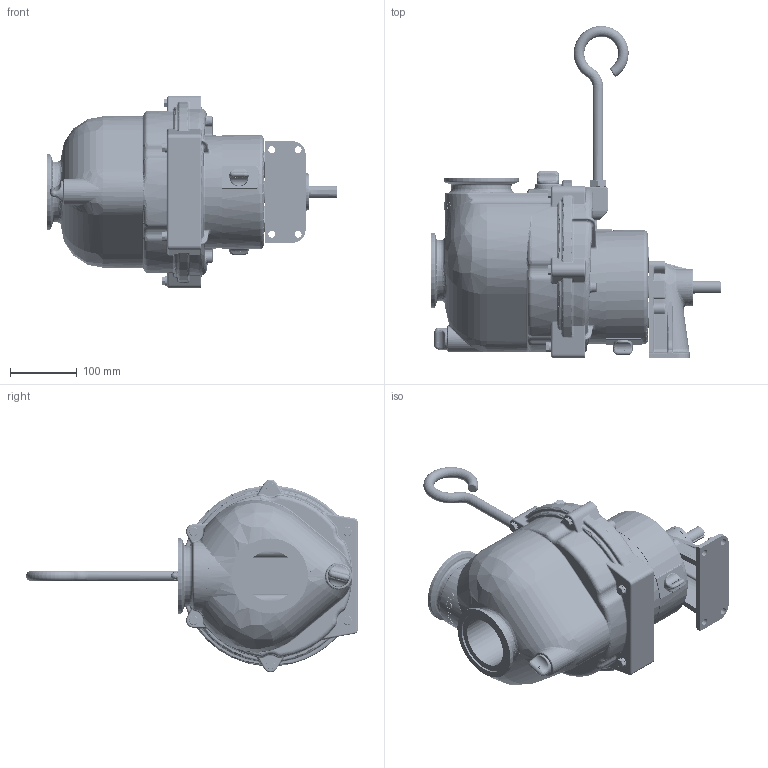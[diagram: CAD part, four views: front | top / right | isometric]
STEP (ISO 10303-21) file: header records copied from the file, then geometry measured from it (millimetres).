
FILE_DESCRIPTION(/* description */ (''),/* implementation_level */ '2;1');
FILE_NAME(/* name */ 'M332PBIW.stp',/* time_stamp */ '2017-06-08T09:55:45-04:00',/* author */ ('MJC'),/* organization */ (''),/* preprocessor_version */ 'ST-DEVELOPER v16.5',/* originating_system */ 'Autodesk Inventor 2017',/* authorisation */ '');
FILE_SCHEMA (('AUTOMOTIVE_DESIGN { 1 0 10303 214 3 1 1 }'));
Products named in the file (32): M332PBIW; 15703W; 15201W; M19712X; 12882A; 12882R; 12883R; 12883B; 12884; 13719; 15035E; 12717; 12709; 15055; 15702A; 15772; 12705; 12719A; 12766; 12901; 12902A; 13034; CV10175; 12777; UV15163; V10118; 12715A; 18034; 18033; 13777; 13778; A203V
Assembly tree (65 placements, depth 3):
  M332PBIW
    15703W
    15201W
    M19712X
    12882A
      12882R
      12883R
      12883B  x2
      12884
    13719
    15035E
    12717  x4
    12709  x4
    15055
    15702A
    15772
    12705
    12719A
    12902A  x2
    12766
    12901  x4
    13034  x4
    CV10175
    12777  x2
    UV15163  x2
    V10118  x9
    12715A  x9
    18034
    18033
    13777  x2
    13778  x2
    A203V
Bounding box: 435.56 x 498.33 x 288.93 mm (x, y, z)
Volume: 4389646.9 mm3; surface area: 1309718.2 mm2
Topology: 64 solids, 196 shells, 6849 faces, 16301 edges, 9620 vertices
Faces by surface type: cylinder 2193, plane 1485, cone 1474, bspline 1095, torus 462, sphere 140
Full cylindrical faces by diameter (mm): 6.782 x14, 7.937 x1, 7.95 x4, 8.128 x4, 8.204 x9, 8.731 x5, 9.677 x4, 10.319 x4, 10.795 x4, 11.112 x1, 12.7 x2, 13.386 x1, 14.249 x4, 15.875 x1, 17.17 x1, 17.399 x1, 17.462 x1, 17.475 x4, 17.78 x2, 19.05 x2, 19.075 x1, 20.002 x2, 22.631 x2, 23.812 x4, 24.359 x1, 25.4 x3, 25.527 x2, 28.702 x2, 29.21 x1, 29.718 x2
Entity records: 163163 total; most frequent: CARTESIAN_POINT 72678, ORIENTED_EDGE 18750, DIRECTION 17485, EDGE_CURVE 9460, AXIS2_PLACEMENT_3D 7054, VERTEX_POINT 5968, EDGE_LOOP 4714, ADVANCED_FACE 4102
